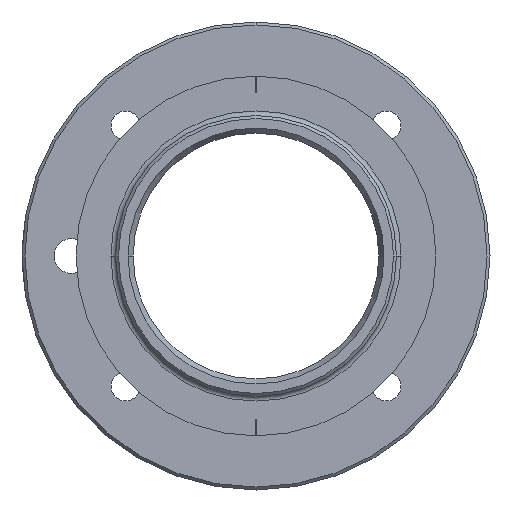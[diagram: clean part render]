
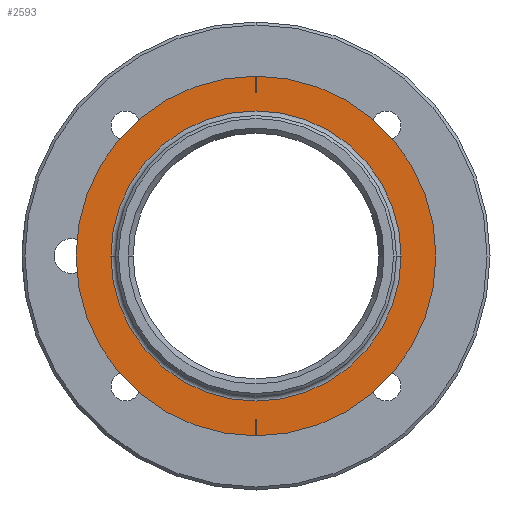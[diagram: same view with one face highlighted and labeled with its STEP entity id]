
A CAD part, left-side view. The second image highlights one B-rep face of the part: STEP entity #2593.
In plain terms, the highlighted planar face has unit normal (-1, 0, 0).
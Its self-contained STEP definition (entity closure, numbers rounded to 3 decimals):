
#218 = DIRECTION ( 'NONE',  ( 0., -1., 0. ) ) ;
#219 = DIRECTION ( 'NONE',  ( -1., 0., 0. ) ) ;
#229 = PLANE ( 'NONE',  #2367 ) ;
#230 = CARTESIAN_POINT ( 'NONE',  ( 1028., 1273.75, 0. ) ) ;
#282 = CARTESIAN_POINT ( 'NONE',  ( 1028., 1243., 0. ) ) ;
#303 = CARTESIAN_POINT ( 'NONE',  ( 1028., 1242.9, -33.015 ) ) ;
#375 = DIRECTION ( 'NONE',  ( 1., 0., 0. ) ) ;
#419 = CARTESIAN_POINT ( 'NONE',  ( 1028., 1243., 0. ) ) ;
#502 = CARTESIAN_POINT ( 'NONE',  ( 1028., 1243., 0. ) ) ;
#720 = DIRECTION ( 'NONE',  ( 0., 1., 0. ) ) ;
#734 = DIRECTION ( 'NONE',  ( 0., 0., -1. ) ) ;
#933 = DIRECTION ( 'NONE',  ( 0., 1., 0. ) ) ;
#981 = DIRECTION ( 'NONE',  ( 1., 0., 0. ) ) ;
#1052 = DIRECTION ( 'NONE',  ( 0., 0., 1. ) ) ;
#1057 = CARTESIAN_POINT ( 'NONE',  ( 1028., 1242.9, -28.015 ) ) ;
#1063 = DIRECTION ( 'NONE',  ( 0., 0., 1. ) ) ;
#1068 = DIRECTION ( 'NONE',  ( 0., 1., 0. ) ) ;
#1139 = CARTESIAN_POINT ( 'NONE',  ( 1028., 1243.1, -33.015 ) ) ;
#1146 = DIRECTION ( 'NONE',  ( 0., 1., 0. ) ) ;
#1179 = DIRECTION ( 'NONE',  ( 1., 0., 0. ) ) ;
#1290 = CARTESIAN_POINT ( 'NONE',  ( 1028., 1243.1, 33.015 ) ) ;
#1438 = AXIS2_PLACEMENT_3D ( 'NONE', #419, #375, #933 ) ;
#1439 = AXIS2_PLACEMENT_3D ( 'NONE', #502, #1179, #1146 ) ;
#1440 = AXIS2_PLACEMENT_3D ( 'NONE', #282, #981, #720 ) ;
#1469 = AXIS2_PLACEMENT_3D ( 'NONE', #4029, #4030, #4031 ) ;
#1486 = EDGE_CURVE ( 'NONE', #3756, #3758, #2735, .T. ) ;
#1492 = EDGE_CURVE ( 'NONE', #3747, #3741, #4771, .T. ) ;
#1513 = EDGE_CURVE ( 'NONE', #3753, #3756, #4798, .T. ) ;
#1532 = EDGE_CURVE ( 'NONE', #3760, #3728, #4830, .T. ) ;
#1568 = EDGE_CURVE ( 'NONE', #3741, #3764, #4874, .T. ) ;
#1569 = EDGE_CURVE ( 'NONE', #3764, #3758, #4873, .T. ) ;
#1570 = EDGE_CURVE ( 'NONE', #3728, #3760, #4878, .T. ) ;
#1571 = EDGE_CURVE ( 'NONE', #3753, #3754, #4880, .T. ) ;
#1572 = EDGE_CURVE ( 'NONE', #3754, #3762, #4879, .T. ) ;
#1573 = EDGE_CURVE ( 'NONE', #3747, #3763, #4875, .T. ) ;
#1575 = EDGE_CURVE ( 'NONE', #3762, #3763, #4883, .T. ) ;
#1755 = AXIS2_PLACEMENT_3D ( 'NONE', #3859, #3861, #3862 ) ;
#2367 = AXIS2_PLACEMENT_3D ( 'NONE', #230, #219, #218 ) ;
#2593 = ADVANCED_FACE ( 'NONE', ( #5208, #5215 ), #229, .T. ) ;
#2735 = LINE ( 'NONE', #3703, #4762 ) ;
#2885 = CARTESIAN_POINT ( 'NONE',  ( 1028., 1242.9, 28.015 ) ) ;
#2886 = CARTESIAN_POINT ( 'NONE',  ( 1028., 1243.1, 28.015 ) ) ;
#2948 = CARTESIAN_POINT ( 'NONE',  ( 1028., 1242.9, -28.015 ) ) ;
#2949 = CARTESIAN_POINT ( 'NONE',  ( 1028., 1243.1, -28.015 ) ) ;
#3094 = CARTESIAN_POINT ( 'NONE',  ( 1028., 1243.1, -30.75 ) ) ;
#3095 = CARTESIAN_POINT ( 'NONE',  ( 1028., 1218.2, 0. ) ) ;
#3096 = CARTESIAN_POINT ( 'NONE',  ( 1028., 1242.9, -30.75 ) ) ;
#3098 = CARTESIAN_POINT ( 'NONE',  ( 1028., 1242.9, 30.75 ) ) ;
#3154 = CARTESIAN_POINT ( 'NONE',  ( 1028., 1243.1, 30.75 ) ) ;
#3369 = CARTESIAN_POINT ( 'NONE',  ( 1028., 1267.8, 0. ) ) ;
#3379 = CARTESIAN_POINT ( 'NONE',  ( 1028., 1273.75, 0. ) ) ;
#3703 = CARTESIAN_POINT ( 'NONE',  ( 1028., 1242.9, 28.015 ) ) ;
#3728 = VERTEX_POINT ( 'NONE', #3369 ) ;
#3741 = VERTEX_POINT ( 'NONE', #3379 ) ;
#3747 = VERTEX_POINT ( 'NONE', #3094 ) ;
#3753 = VERTEX_POINT ( 'NONE', #3098 ) ;
#3754 = VERTEX_POINT ( 'NONE', #3096 ) ;
#3756 = VERTEX_POINT ( 'NONE', #2885 ) ;
#3758 = VERTEX_POINT ( 'NONE', #2886 ) ;
#3760 = VERTEX_POINT ( 'NONE', #3095 ) ;
#3762 = VERTEX_POINT ( 'NONE', #2948 ) ;
#3763 = VERTEX_POINT ( 'NONE', #2949 ) ;
#3764 = VERTEX_POINT ( 'NONE', #3154 ) ;
#3833 = DIRECTION ( 'NONE',  ( 0., 1., 0. ) ) ;
#3859 = CARTESIAN_POINT ( 'NONE',  ( 1028., 1243., 0. ) ) ;
#3861 = DIRECTION ( 'NONE',  ( 1., 0., 0. ) ) ;
#3862 = DIRECTION ( 'NONE',  ( 0., 1., 0. ) ) ;
#3950 = CARTESIAN_POINT ( 'NONE',  ( 1028., 1242.9, 33.015 ) ) ;
#3956 = DIRECTION ( 'NONE',  ( 0., 0., -1. ) ) ;
#4029 = CARTESIAN_POINT ( 'NONE',  ( 1028., 1243., 0. ) ) ;
#4030 = DIRECTION ( 'NONE',  ( 1., 0., 0. ) ) ;
#4031 = DIRECTION ( 'NONE',  ( 0., 1., 0. ) ) ;
#4524 = ORIENTED_EDGE ( 'NONE', *, *, #1572, .F. ) ;
#4525 = ORIENTED_EDGE ( 'NONE', *, *, #1575, .F. ) ;
#4526 = ORIENTED_EDGE ( 'NONE', *, *, #1573, .T. ) ;
#4527 = ORIENTED_EDGE ( 'NONE', *, *, #1492, .F. ) ;
#4528 = ORIENTED_EDGE ( 'NONE', *, *, #1568, .F. ) ;
#4529 = ORIENTED_EDGE ( 'NONE', *, *, #1569, .F. ) ;
#4530 = ORIENTED_EDGE ( 'NONE', *, *, #1486, .T. ) ;
#4531 = ORIENTED_EDGE ( 'NONE', *, *, #1513, .T. ) ;
#4532 = ORIENTED_EDGE ( 'NONE', *, *, #1571, .F. ) ;
#4533 = ORIENTED_EDGE ( 'NONE', *, *, #1532, .T. ) ;
#4534 = ORIENTED_EDGE ( 'NONE', *, *, #1570, .T. ) ;
#4712 = EDGE_LOOP ( 'NONE', ( #4534, #4533 ) ) ;
#4719 = EDGE_LOOP ( 'NONE', ( #4532, #4531, #4530, #4529, #4528, #4527, #4526, #4525, #4524 ) ) ;
#4762 = VECTOR ( 'NONE', #3833, 1000. ) ;
#4771 = CIRCLE ( 'NONE', #1755, 30.75 ) ;
#4798 = LINE ( 'NONE', #3950, #4801 ) ;
#4801 = VECTOR ( 'NONE', #3956, 1000. ) ;
#4830 = CIRCLE ( 'NONE', #1469, 24.8 ) ;
#4871 = VECTOR ( 'NONE', #734, 1000. ) ;
#4873 = LINE ( 'NONE', #1290, #4871 ) ;
#4874 = CIRCLE ( 'NONE', #1440, 30.75 ) ;
#4875 = LINE ( 'NONE', #1139, #4881 ) ;
#4876 = VECTOR ( 'NONE', #1063, 1000. ) ;
#4878 = CIRCLE ( 'NONE', #1438, 24.8 ) ;
#4879 = LINE ( 'NONE', #303, #4876 ) ;
#4880 = CIRCLE ( 'NONE', #1439, 30.75 ) ;
#4881 = VECTOR ( 'NONE', #1052, 1000. ) ;
#4882 = VECTOR ( 'NONE', #1068, 1000. ) ;
#4883 = LINE ( 'NONE', #1057, #4882 ) ;
#5208 = FACE_BOUND ( 'NONE', #4712, .T. ) ;
#5215 = FACE_OUTER_BOUND ( 'NONE', #4719, .T. ) ;
